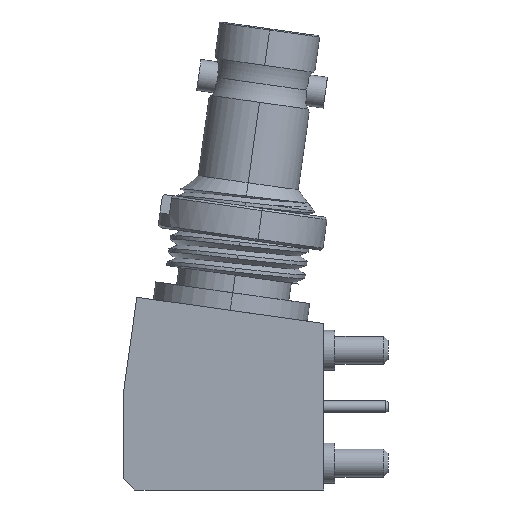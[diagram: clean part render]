
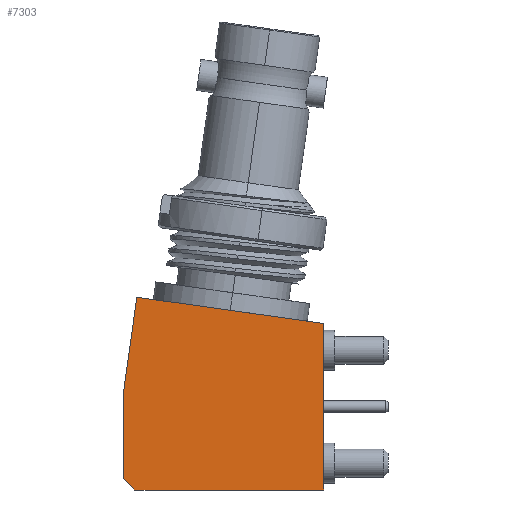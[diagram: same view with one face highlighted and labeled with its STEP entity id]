
A CAD part, left-side view. The second image highlights one B-rep face of the part: STEP entity #7303.
In plain terms, the highlighted planar face has unit normal (-1, 0, 0).
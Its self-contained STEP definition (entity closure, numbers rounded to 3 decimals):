
#145 = CARTESIAN_POINT ( 'NONE',  ( -3.75, 8.5, -3.75 ) ) ;
#394 = VERTEX_POINT ( 'NONE', #8726 ) ;
#690 = VERTEX_POINT ( 'NONE', #8904 ) ;
#712 = DIRECTION ( 'NONE',  ( 1., 0., 0. ) ) ;
#730 = EDGE_CURVE ( 'NONE', #5196, #7244, #4108, .T. ) ;
#811 = DIRECTION ( 'NONE',  ( 0., 0., 1. ) ) ;
#1123 = EDGE_CURVE ( 'NONE', #394, #9552, #4486, .T. ) ;
#1576 = ORIENTED_EDGE ( 'NONE', *, *, #7372, .F. ) ;
#1642 = FACE_OUTER_BOUND ( 'NONE', #9775, .T. ) ;
#2230 = LINE ( 'NONE', #8631, #5793 ) ;
#2406 = ORIENTED_EDGE ( 'NONE', *, *, #730, .F. ) ;
#2995 = EDGE_CURVE ( 'NONE', #690, #9552, #6306, .T. ) ;
#3201 = DIRECTION ( 'NONE',  ( 0., -0.139, 0.99 ) ) ;
#3327 = VECTOR ( 'NONE', #4585, 1000. ) ;
#3546 = VERTEX_POINT ( 'NONE', #5252 ) ;
#3772 = DIRECTION ( 'NONE',  ( 0., 1., 0. ) ) ;
#4108 = LINE ( 'NONE', #9652, #9273 ) ;
#4112 = ORIENTED_EDGE ( 'NONE', *, *, #1123, .T. ) ;
#4458 = VECTOR ( 'NONE', #811, 1000. ) ;
#4486 = LINE ( 'NONE', #5264, #3327 ) ;
#4551 = CARTESIAN_POINT ( 'NONE',  ( -3.75, 0., -3.75 ) ) ;
#4552 = LINE ( 'NONE', #4710, #5297 ) ;
#4585 = DIRECTION ( 'NONE',  ( 0., -0.707, -0.707 ) ) ;
#4710 = CARTESIAN_POINT ( 'NONE',  ( -3.75, 9., 0.787 ) ) ;
#4792 = CARTESIAN_POINT ( 'NONE',  ( -3.75, 0., 3.75 ) ) ;
#5196 = VERTEX_POINT ( 'NONE', #6373 ) ;
#5252 = CARTESIAN_POINT ( 'NONE',  ( -3.75, 9., 0.787 ) ) ;
#5264 = CARTESIAN_POINT ( 'NONE',  ( -3.75, 9., -3.25 ) ) ;
#5297 = VECTOR ( 'NONE', #3201, 1000. ) ;
#5587 = DIRECTION ( 'NONE',  ( 0., 0., -1. ) ) ;
#5709 = DIRECTION ( 'NONE',  ( 0., -0.99, -0.139 ) ) ;
#5793 = VECTOR ( 'NONE', #5587, 1000. ) ;
#5903 = ORIENTED_EDGE ( 'NONE', *, *, #8480, .F. ) ;
#6288 = PLANE ( 'NONE',  #6929 ) ;
#6306 = LINE ( 'NONE', #4551, #9630 ) ;
#6373 = CARTESIAN_POINT ( 'NONE',  ( -3.75, 8.417, 4.933 ) ) ;
#6929 = AXIS2_PLACEMENT_3D ( 'NONE', #10184, #712, #7889 ) ;
#7244 = VERTEX_POINT ( 'NONE', #4792 ) ;
#7303 = ADVANCED_FACE ( 'NONE', ( #1642 ), #6288, .F. ) ;
#7372 = EDGE_CURVE ( 'NONE', #394, #3546, #10136, .T. ) ;
#7889 = DIRECTION ( 'NONE',  ( 0., 0., -1. ) ) ;
#7911 = EDGE_CURVE ( 'NONE', #3546, #5196, #4552, .T. ) ;
#8480 = EDGE_CURVE ( 'NONE', #7244, #690, #2230, .T. ) ;
#8631 = CARTESIAN_POINT ( 'NONE',  ( -3.75, 0., 0. ) ) ;
#8726 = CARTESIAN_POINT ( 'NONE',  ( -3.75, 9., -3.25 ) ) ;
#8808 = ORIENTED_EDGE ( 'NONE', *, *, #2995, .F. ) ;
#8904 = CARTESIAN_POINT ( 'NONE',  ( -3.75, 0., -3.75 ) ) ;
#9273 = VECTOR ( 'NONE', #5709, 1000. ) ;
#9485 = ORIENTED_EDGE ( 'NONE', *, *, #7911, .F. ) ;
#9507 = CARTESIAN_POINT ( 'NONE',  ( -3.75, 9., -3.75 ) ) ;
#9552 = VERTEX_POINT ( 'NONE', #145 ) ;
#9630 = VECTOR ( 'NONE', #3772, 1000. ) ;
#9652 = CARTESIAN_POINT ( 'NONE',  ( -3.75, 8.417, 4.933 ) ) ;
#9775 = EDGE_LOOP ( 'NONE', ( #1576, #4112, #8808, #5903, #2406, #9485 ) ) ;
#10136 = LINE ( 'NONE', #9507, #4458 ) ;
#10184 = CARTESIAN_POINT ( 'NONE',  ( -3.75, 0., 0. ) ) ;
